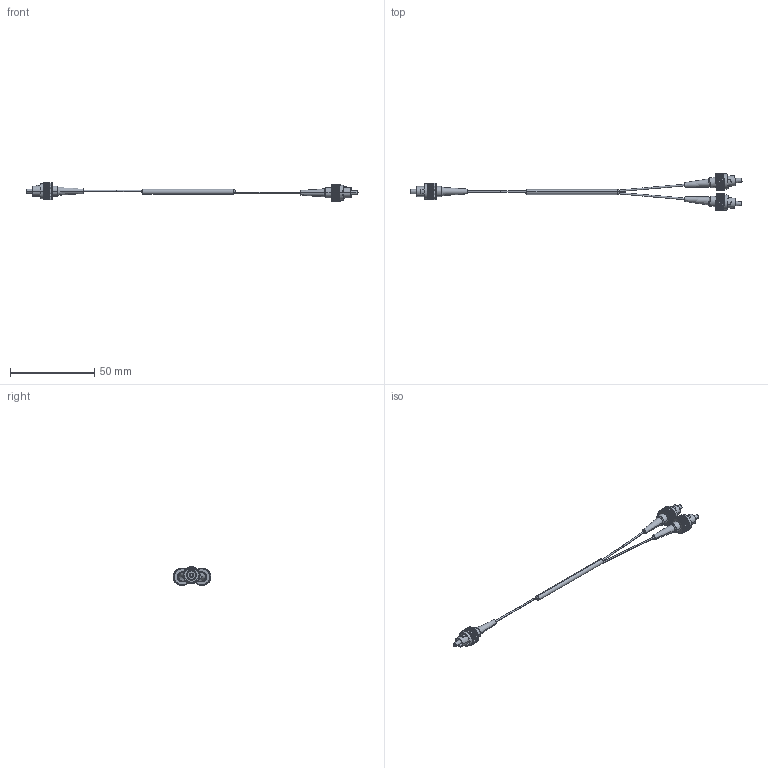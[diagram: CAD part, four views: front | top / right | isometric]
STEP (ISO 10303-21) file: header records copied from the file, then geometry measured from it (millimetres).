
FILE_DESCRIPTION (( 'STEP AP214' ), '1' );
FILE_NAME ('PPMF-125055-191_3D.STEP', '2022-08-04T22:37:23', ( '' ), ( '' ), 'SwSTEP 2.0', 'SolidWorks 2021', '' );
FILE_SCHEMA (( 'AUTOMOTIVE_DESIGN' ));
Length unit declared in the file: inch
Products named in the file (6): Copy of FC???.step-1^PPMF-125055-191; PPMF-125055-191_3D; Copy of ???^PPMF-125055-191; Copy of Coupler - 1x2 250um FC^PPMF-125055-191; Copy of FC???.step^PPMF-125055-191; Copy of FC???.step-0^PPMF-125055-191
Assembly tree (5 placements, depth 2):
  PPMF-125055-191_3D
    Copy of Coupler - 1x2 250um FC^PPMF-125055-191
    Copy of ???^PPMF-125055-191
    Copy of FC???.step^PPMF-125055-191
    Copy of FC???.step-0^PPMF-125055-191
    Copy of FC???.step-1^PPMF-125055-191
Bounding box: 197.16 x 22.29 x 11 mm (x, y, z)
Volume: 2756.7 mm3; surface area: 4136.3 mm2
Topology: 5 solids, 5 shells, 658 faces, 1850 edges, 1224 vertices
Faces by surface type: plane 403, cylinder 233, cone 18, torus 4
Entity records: 21623 total; most frequent: CARTESIAN_POINT 3867, ORIENTED_EDGE 3692, DIRECTION 3664, EDGE_CURVE 1846, LINE 1352, VECTOR 1352, VERTEX_POINT 1224, AXIS2_PLACEMENT_3D 1156
